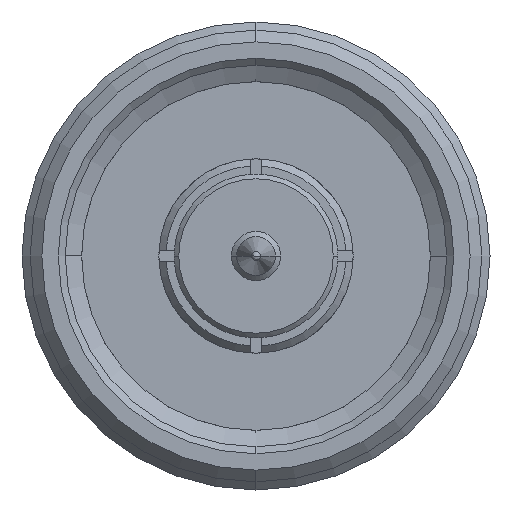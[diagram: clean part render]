
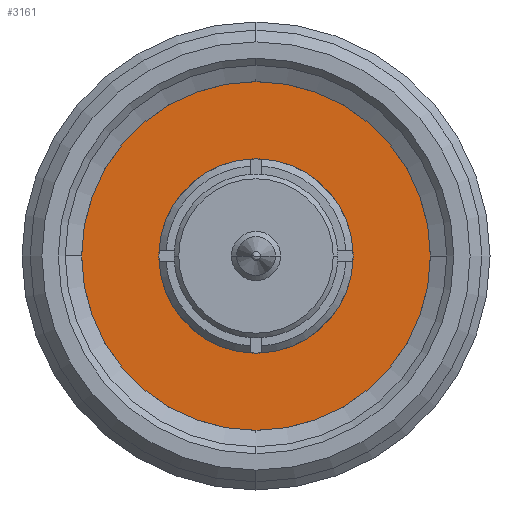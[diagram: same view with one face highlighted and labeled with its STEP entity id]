
A CAD part, left-side view. The second image highlights one B-rep face of the part: STEP entity #3161.
In plain terms, the highlighted planar face has unit normal (-1, 0, 0).
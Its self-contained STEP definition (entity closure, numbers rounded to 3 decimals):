
#16 = CIRCLE ( 'NONE', #4868, 8. ) ;
#206 = CARTESIAN_POINT ( 'NONE',  ( -1.5, 0., 0. ) ) ;
#464 = DIRECTION ( 'NONE',  ( 1., 0., 0. ) ) ;
#702 = CIRCLE ( 'NONE', #1851, 8. ) ;
#721 = PLANE ( 'NONE',  #4623 ) ;
#871 = DIRECTION ( 'NONE',  ( 1., 0., 0. ) ) ;
#938 = ORIENTED_EDGE ( 'NONE', *, *, #1953, .F. ) ;
#1147 = CARTESIAN_POINT ( 'NONE',  ( -1.5, 4.15, 0. ) ) ;
#1202 = FACE_OUTER_BOUND ( 'NONE', #3216, .T. ) ;
#1263 = EDGE_CURVE ( 'NONE', #2037, #1616, #16, .T. ) ;
#1592 = VERTEX_POINT ( 'NONE', #1147 ) ;
#1616 = VERTEX_POINT ( 'NONE', #2323 ) ;
#1617 = CARTESIAN_POINT ( 'NONE',  ( -1.5, 0., 0. ) ) ;
#1730 = CARTESIAN_POINT ( 'NONE',  ( -1.5, -4.15, 0. ) ) ;
#1749 = CIRCLE ( 'NONE', #4354, 4.15 ) ;
#1851 = AXIS2_PLACEMENT_3D ( 'NONE', #1617, #464, #2423 ) ;
#1953 = EDGE_CURVE ( 'NONE', #1592, #4903, #3360, .T. ) ;
#2033 = EDGE_LOOP ( 'NONE', ( #938, #2908 ) ) ;
#2037 = VERTEX_POINT ( 'NONE', #3917 ) ;
#2107 = DIRECTION ( 'NONE',  ( 0., 0., -1. ) ) ;
#2323 = CARTESIAN_POINT ( 'NONE',  ( -1.5, 0., -8. ) ) ;
#2423 = DIRECTION ( 'NONE',  ( 0., 0., 1. ) ) ;
#2432 = AXIS2_PLACEMENT_3D ( 'NONE', #3054, #3441, #4962 ) ;
#2456 = FACE_BOUND ( 'NONE', #2033, .T. ) ;
#2885 = EDGE_CURVE ( 'NONE', #1616, #2037, #702, .T. ) ;
#2908 = ORIENTED_EDGE ( 'NONE', *, *, #3324, .F. ) ;
#3054 = CARTESIAN_POINT ( 'NONE',  ( -1.5, 0., 0. ) ) ;
#3161 = ADVANCED_FACE ( 'NONE', ( #2456, #1202 ), #721, .F. ) ;
#3216 = EDGE_LOOP ( 'NONE', ( #4433, #3362 ) ) ;
#3273 = DIRECTION ( 'NONE',  ( 1., 0., 0. ) ) ;
#3324 = EDGE_CURVE ( 'NONE', #4903, #1592, #1749, .T. ) ;
#3360 = CIRCLE ( 'NONE', #2432, 4.15 ) ;
#3362 = ORIENTED_EDGE ( 'NONE', *, *, #2885, .F. ) ;
#3441 = DIRECTION ( 'NONE',  ( -1., 0., 0. ) ) ;
#3659 = DIRECTION ( 'NONE',  ( 0., 0., 1. ) ) ;
#3687 = CARTESIAN_POINT ( 'NONE',  ( -1.5, 0., 0. ) ) ;
#3917 = CARTESIAN_POINT ( 'NONE',  ( -1.5, 0., 8. ) ) ;
#4027 = DIRECTION ( 'NONE',  ( -1., 0., 0. ) ) ;
#4354 = AXIS2_PLACEMENT_3D ( 'NONE', #3687, #4027, #2107 ) ;
#4433 = ORIENTED_EDGE ( 'NONE', *, *, #1263, .F. ) ;
#4573 = CARTESIAN_POINT ( 'NONE',  ( -1.5, 4., 0. ) ) ;
#4623 = AXIS2_PLACEMENT_3D ( 'NONE', #4573, #871, #4777 ) ;
#4777 = DIRECTION ( 'NONE',  ( 0., 0., -1. ) ) ;
#4868 = AXIS2_PLACEMENT_3D ( 'NONE', #206, #3273, #3659 ) ;
#4903 = VERTEX_POINT ( 'NONE', #1730 ) ;
#4962 = DIRECTION ( 'NONE',  ( 0., 0., -1. ) ) ;
